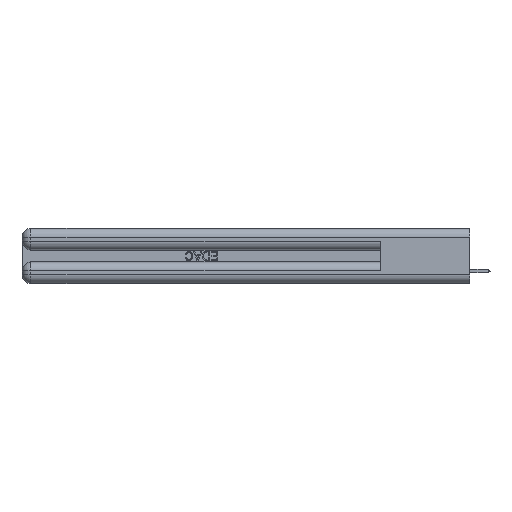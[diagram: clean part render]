
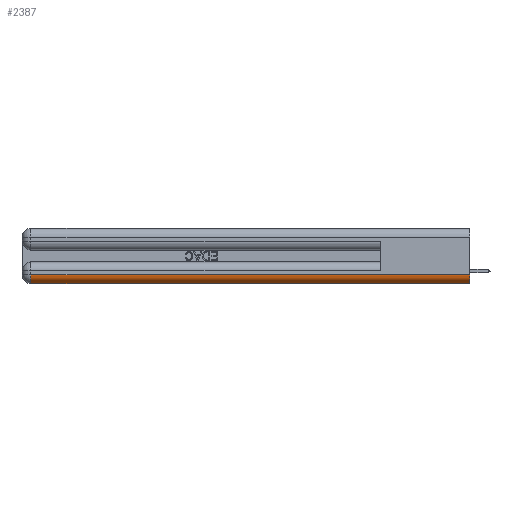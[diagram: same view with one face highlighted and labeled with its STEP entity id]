
A CAD part, left-side view. The second image highlights one B-rep face of the part: STEP entity #2387.
In plain terms, the highlighted cylindrical face has radius 1.524 mm (diameter 3.048 mm), a partial arc.
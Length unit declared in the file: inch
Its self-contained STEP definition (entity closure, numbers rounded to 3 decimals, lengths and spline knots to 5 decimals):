
#1960 = LINE ( 'NONE', #10207, #44777 ) ;
#2387 = ADVANCED_FACE ( 'NONE', ( #26168 ), #34813, .T. ) ;
#3647 = DIRECTION ( 'NONE',  ( 0., 1., 0. ) ) ;
#3812 = VERTEX_POINT ( 'NONE', #8026 ) ;
#5036 = DIRECTION ( 'NONE',  ( 0., 1., 0. ) ) ;
#6075 = VERTEX_POINT ( 'NONE', #43522 ) ;
#8026 = CARTESIAN_POINT ( 'NONE',  ( 0.06, 2.94, 0. ) ) ;
#8650 = DIRECTION ( 'NONE',  ( 0., 0., 1. ) ) ;
#10073 = EDGE_LOOP ( 'NONE', ( #18633, #30885, #29627, #35500 ) ) ;
#10207 = CARTESIAN_POINT ( 'NONE',  ( 0.06, 3., 0. ) ) ;
#11498 = DIRECTION ( 'NONE',  ( 0., -1., 0. ) ) ;
#11724 = CARTESIAN_POINT ( 'NONE',  ( 0., 0., 0.06 ) ) ;
#13104 = EDGE_CURVE ( 'NONE', #25019, #6075, #42483, .T. ) ;
#13511 = CARTESIAN_POINT ( 'NONE',  ( 0.06, 0., 0.06 ) ) ;
#15135 = AXIS2_PLACEMENT_3D ( 'NONE', #13511, #3647, #23829 ) ;
#17140 = EDGE_CURVE ( 'NONE', #3812, #19233, #22943, .T. ) ;
#18633 = ORIENTED_EDGE ( 'NONE', *, *, #13104, .F. ) ;
#19233 = VERTEX_POINT ( 'NONE', #26422 ) ;
#20249 = AXIS2_PLACEMENT_3D ( 'NONE', #25766, #5036, #8650 ) ;
#20714 = AXIS2_PLACEMENT_3D ( 'NONE', #25295, #11498, #28922 ) ;
#22943 = CIRCLE ( 'NONE', #20249, 0.06 ) ;
#23486 = EDGE_CURVE ( 'NONE', #19233, #25019, #28086, .T. ) ;
#23829 = DIRECTION ( 'NONE',  ( 0., 0., 1. ) ) ;
#25019 = VERTEX_POINT ( 'NONE', #30318 ) ;
#25295 = CARTESIAN_POINT ( 'NONE',  ( 0.06, 0., 0.06 ) ) ;
#25766 = CARTESIAN_POINT ( 'NONE',  ( 0.06, 2.94, 0.06 ) ) ;
#25849 = DIRECTION ( 'NONE',  ( 0., -1., 0. ) ) ;
#26168 = FACE_OUTER_BOUND ( 'NONE', #10073, .T. ) ;
#26422 = CARTESIAN_POINT ( 'NONE',  ( 0., 2.94, 0.06 ) ) ;
#27365 = DIRECTION ( 'NONE',  ( 0., 1., 0. ) ) ;
#28086 = LINE ( 'NONE', #11724, #28639 ) ;
#28639 = VECTOR ( 'NONE', #25849, 39.37008 ) ;
#28922 = DIRECTION ( 'NONE',  ( 0., 0., 1. ) ) ;
#29627 = ORIENTED_EDGE ( 'NONE', *, *, #17140, .F. ) ;
#30318 = CARTESIAN_POINT ( 'NONE',  ( 0., 0., 0.06 ) ) ;
#30885 = ORIENTED_EDGE ( 'NONE', *, *, #23486, .F. ) ;
#32293 = EDGE_CURVE ( 'NONE', #6075, #3812, #1960, .T. ) ;
#34813 = CYLINDRICAL_SURFACE ( 'NONE', #15135, 0.06 ) ;
#35500 = ORIENTED_EDGE ( 'NONE', *, *, #32293, .F. ) ;
#42483 = CIRCLE ( 'NONE', #20714, 0.06 ) ;
#43522 = CARTESIAN_POINT ( 'NONE',  ( 0.06, 0., 0. ) ) ;
#44777 = VECTOR ( 'NONE', #27365, 39.37008 ) ;
